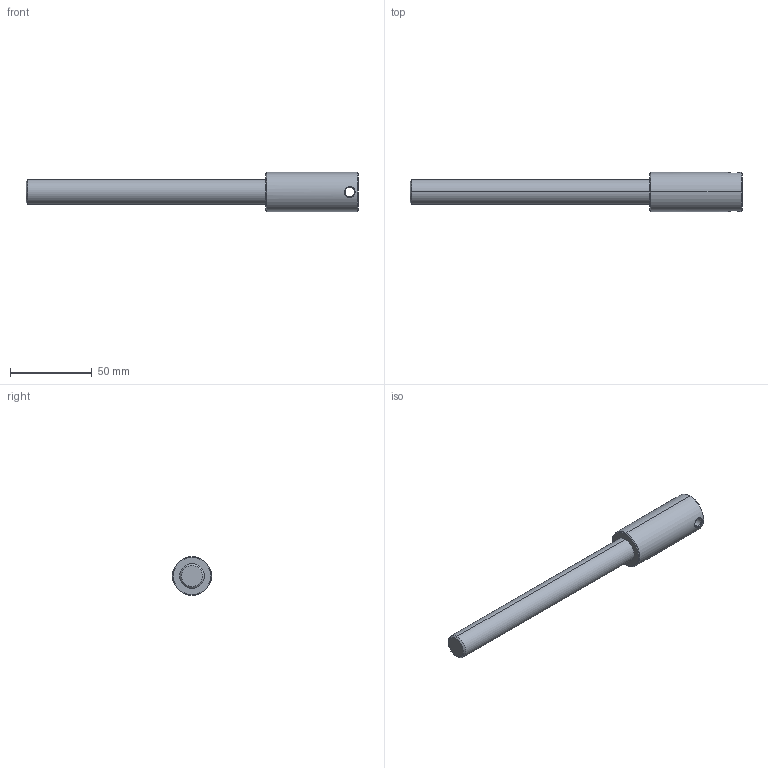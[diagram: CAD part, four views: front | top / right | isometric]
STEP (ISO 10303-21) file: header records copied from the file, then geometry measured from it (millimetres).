
FILE_DESCRIPTION (( 'STEP AP214' ), '1' );
FILE_NAME ('AXE ROUE AVANT DOM 29 05 2020.STEP', '2020-05-29T07:48:05', ( '' ), ( '' ), 'SwSTEP 2.0', 'SolidWorks 2018', '' );
FILE_SCHEMA (( 'AUTOMOTIVE_DESIGN' ));
Length unit declared in the file: millimetre
Products named in the file (1): AXE ROUE AVANT DOM 29 05 2020
Bounding box: 203.26 x 23.9 x 23.9 mm (x, y, z)
Volume: 43260.6 mm3; surface area: 14023.1 mm2
Topology: 1 solids, 1 shells, 27 faces, 61 edges, 36 vertices
Faces by surface type: cone 10, cylinder 10, bspline 4, plane 3
Entity records: 3883 total; most frequent: CARTESIAN_POINT 3281, ORIENTED_EDGE 118, DIRECTION 108, EDGE_CURVE 59, AXIS2_PLACEMENT_3D 44, VERTEX_POINT 36, EDGE_LOOP 33, ADVANCED_FACE 27
